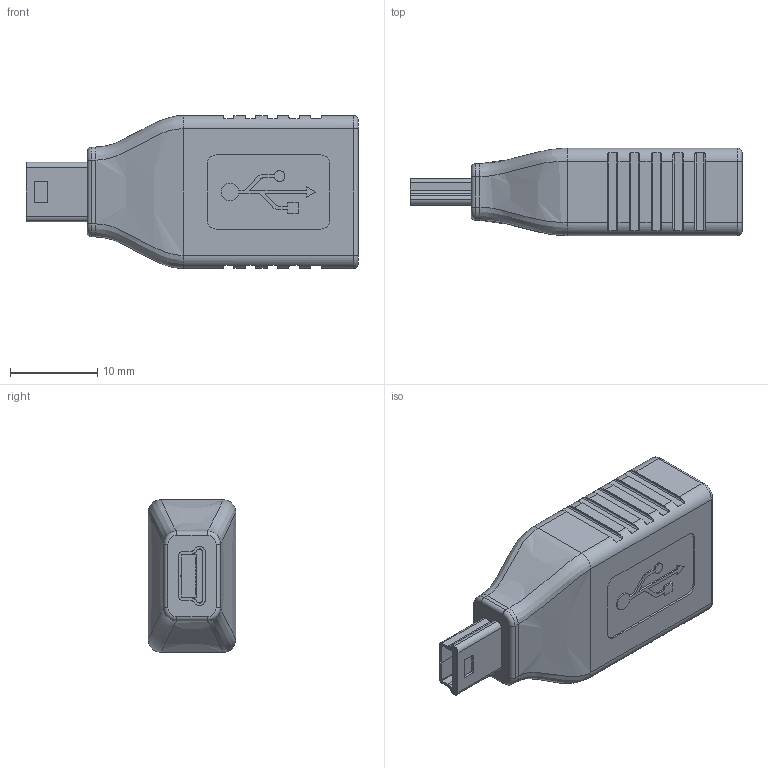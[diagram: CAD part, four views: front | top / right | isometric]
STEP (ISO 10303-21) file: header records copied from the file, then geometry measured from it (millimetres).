
FILE_DESCRIPTION (( 'STEP AP214' ), '1' );
FILE_NAME ('U2C00054.STEP', '2019-01-18T19:54:10', ( '' ), ( '' ), 'SwSTEP 2.0', 'SolidWorks 2017', '' );
FILE_SCHEMA (( 'AUTOMOTIVE_DESIGN' ));
Length unit declared in the file: millimetre
Products named in the file (9): 1AA05-128-MA2; U2C00054; 1AA05-026-MA2___; MTN-1091; 1AA05-026-MA1___; 1AA05-128-MA1; MTN-1090; 1AA05-128; 1AA05-026___
Assembly tree (8 placements, depth 3):
  U2C00054
    1AA05-128
      1AA05-128-MA1
      1AA05-128-MA2
    MTN-1091
    MTN-1090
    1AA05-026___
      1AA05-026-MA2___
      1AA05-026-MA1___
Bounding box: 38 x 10 x 17.5 mm (x, y, z)
Volume: 5241.1 mm3; surface area: 6116.7 mm2
Topology: 11 solids, 11 shells, 1171 faces, 3114 edges, 1970 vertices
Faces by surface type: plane 667, cylinder 362, bspline 64, torus 44, sphere 32, cone 2
Entity records: 38969 total; most frequent: CARTESIAN_POINT 8246, ORIENTED_EDGE 6184, DIRECTION 5802, EDGE_CURVE 3092, LINE 2114, VECTOR 2114, VERTEX_POINT 1970, AXIS2_PLACEMENT_3D 1844
